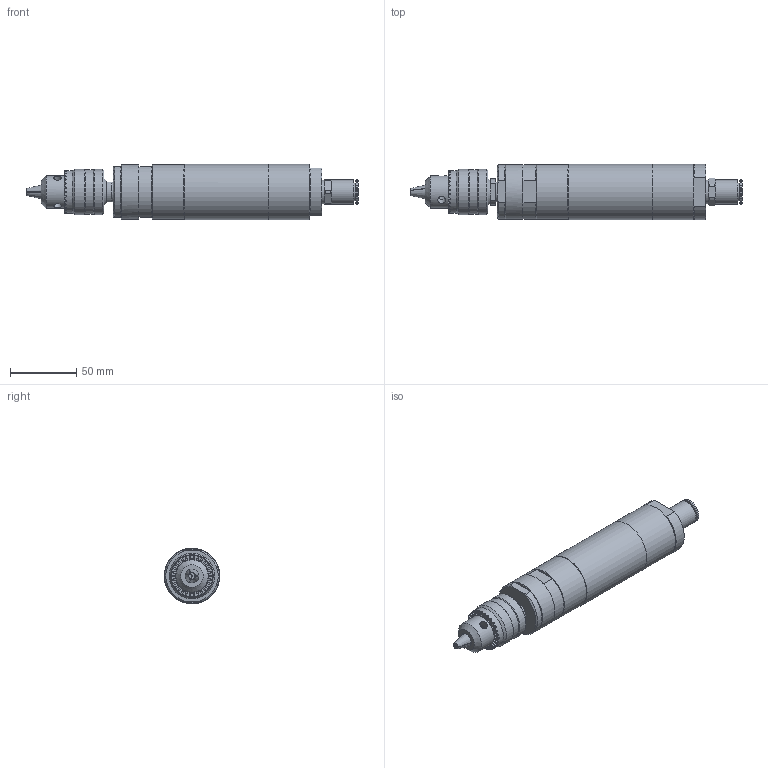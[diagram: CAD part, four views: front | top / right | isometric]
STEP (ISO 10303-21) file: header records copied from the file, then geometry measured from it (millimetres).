
FILE_DESCRIPTION(/* description */ (''),/* implementation_level */ '2;1');
FILE_NAME(/* name */ 'EBM 38-1200 B_60008717.stp',/* time_stamp */ '2019-01-10T11:12:24+01:00',/* author */ ('flambert'),/* organization */ (''),/* preprocessor_version */ 'ST-DEVELOPER v17',/* originating_system */ 'Autodesk Inventor 2018',/* authorisation */ '');
FILE_SCHEMA (('AUTOMOTIVE_DESIGN { 1 0 10303 214 3 1 1 }'));
Length unit declared in the file: millimetre
Products named in the file (1): EBM 38-1200 B_60008717
Bounding box: 251.25 x 42 x 42 mm (x, y, z)
Volume: 255913 mm3; surface area: 34814.3 mm2
Topology: 1 solids, 2 shells, 311 faces, 845 edges, 552 vertices
Faces by surface type: plane 173, cone 69, cylinder 66, torus 3
Full cylindrical faces by diameter (mm): 1.5 x1, 6 x3, 12 x1, 13.2 x1, 14.95 x1, 16 x1, 18 x1, 18.5 x2, 23 x1, 24.5 x1, 32 x1, 33.5 x1, 34.5 x2, 36 x1, 41.5 x2, 42 x2
Entity records: 10717 total; most frequent: CARTESIAN_POINT 2530, ORIENTED_EDGE 1684, DIRECTION 1680, EDGE_CURVE 842, AXIS2_PLACEMENT_3D 668, VERTEX_POINT 552, LINE 344, VECTOR 344
